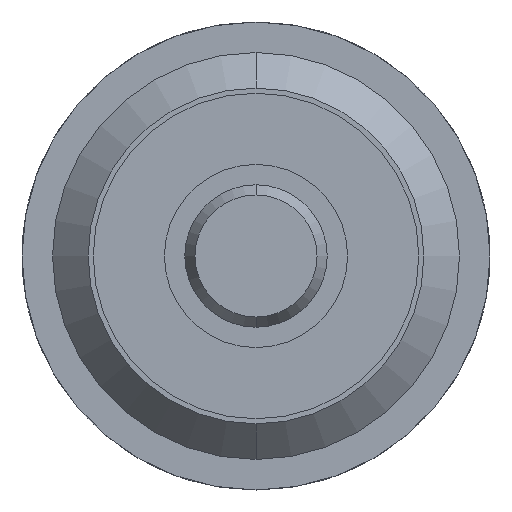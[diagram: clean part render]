
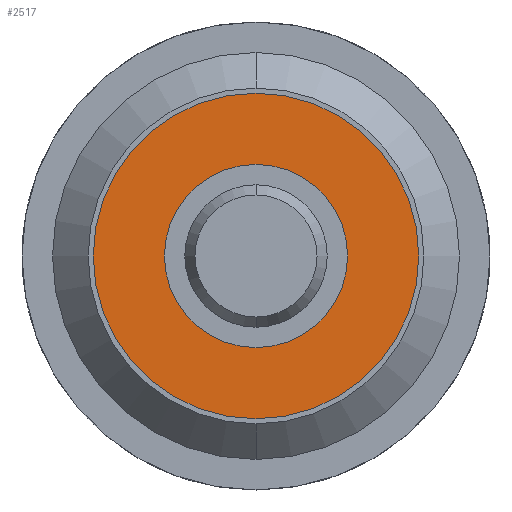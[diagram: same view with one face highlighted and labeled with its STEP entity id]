
A CAD part, front view. The second image highlights one B-rep face of the part: STEP entity #2517.
In plain terms, the highlighted planar face has unit normal (0, -1, 0).
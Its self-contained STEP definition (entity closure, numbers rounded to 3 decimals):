
#150 = DIRECTION ( 'NONE',  ( 0., 0., 1. ) ) ;
#199 = CARTESIAN_POINT ( 'NONE',  ( 0.42, -15.3, 0. ) ) ;
#234 = DIRECTION ( 'NONE',  ( 0., 0., 1. ) ) ;
#311 = AXIS2_PLACEMENT_3D ( 'NONE', #3220, #3301, #1641 ) ;
#326 = EDGE_LOOP ( 'NONE', ( #4140, #1280 ) ) ;
#356 = DIRECTION ( 'NONE',  ( 0., 0., 1. ) ) ;
#385 = AXIS2_PLACEMENT_3D ( 'NONE', #199, #531, #1870 ) ;
#531 = DIRECTION ( 'NONE',  ( 0., 1., 0. ) ) ;
#610 = DIRECTION ( 'NONE',  ( 0., 1., 0. ) ) ;
#811 = EDGE_LOOP ( 'NONE', ( #2065, #1395 ) ) ;
#930 = CARTESIAN_POINT ( 'NONE',  ( 0., -15.3, -0.45 ) ) ;
#1280 = ORIENTED_EDGE ( 'NONE', *, *, #3990, .F. ) ;
#1395 = ORIENTED_EDGE ( 'NONE', *, *, #2822, .F. ) ;
#1414 = PLANE ( 'NONE',  #385 ) ;
#1479 = VERTEX_POINT ( 'NONE', #3488 ) ;
#1641 = DIRECTION ( 'NONE',  ( 0., 0., 1. ) ) ;
#1821 = CARTESIAN_POINT ( 'NONE',  ( 0., -15.3, 0. ) ) ;
#1870 = DIRECTION ( 'NONE',  ( 0., 0., 1. ) ) ;
#2062 = CIRCLE ( 'NONE', #3388, 0.8 ) ;
#2065 = ORIENTED_EDGE ( 'NONE', *, *, #3895, .F. ) ;
#2174 = DIRECTION ( 'NONE',  ( 0., 1., 0. ) ) ;
#2210 = CIRCLE ( 'NONE', #311, 0.45 ) ;
#2299 = CARTESIAN_POINT ( 'NONE',  ( 0., -15.3, -0.8 ) ) ;
#2517 = ADVANCED_FACE ( 'Defeature ausgef�hrt2_31', ( #3527, #4064 ), #1414, .F. ) ;
#2563 = AXIS2_PLACEMENT_3D ( 'NONE', #1821, #2174, #150 ) ;
#2605 = CARTESIAN_POINT ( 'NONE',  ( 0., -15.3, 0. ) ) ;
#2707 = CIRCLE ( 'NONE', #3256, 0.45 ) ;
#2822 = EDGE_CURVE ( 'NONE', #3370, #3174, #2062, .T. ) ;
#3174 = VERTEX_POINT ( 'NONE', #4198 ) ;
#3220 = CARTESIAN_POINT ( 'NONE',  ( 0., -15.3, 0. ) ) ;
#3254 = CIRCLE ( 'NONE', #2563, 0.8 ) ;
#3256 = AXIS2_PLACEMENT_3D ( 'NONE', #3359, #3623, #356 ) ;
#3301 = DIRECTION ( 'NONE',  ( 0., -1., 0. ) ) ;
#3359 = CARTESIAN_POINT ( 'NONE',  ( 0., -15.3, 0. ) ) ;
#3370 = VERTEX_POINT ( 'NONE', #2299 ) ;
#3388 = AXIS2_PLACEMENT_3D ( 'NONE', #2605, #610, #234 ) ;
#3488 = CARTESIAN_POINT ( 'NONE',  ( 0., -15.3, 0.45 ) ) ;
#3527 = FACE_BOUND ( 'NONE', #326, .T. ) ;
#3623 = DIRECTION ( 'NONE',  ( 0., -1., 0. ) ) ;
#3895 = EDGE_CURVE ( 'NONE', #3174, #3370, #3254, .T. ) ;
#3990 = EDGE_CURVE ( 'NONE', #4259, #1479, #2210, .T. ) ;
#4064 = FACE_OUTER_BOUND ( 'NONE', #811, .T. ) ;
#4140 = ORIENTED_EDGE ( 'NONE', *, *, #4300, .F. ) ;
#4198 = CARTESIAN_POINT ( 'NONE',  ( 0., -15.3, 0.8 ) ) ;
#4259 = VERTEX_POINT ( 'NONE', #930 ) ;
#4300 = EDGE_CURVE ( 'NONE', #1479, #4259, #2707, .T. ) ;
